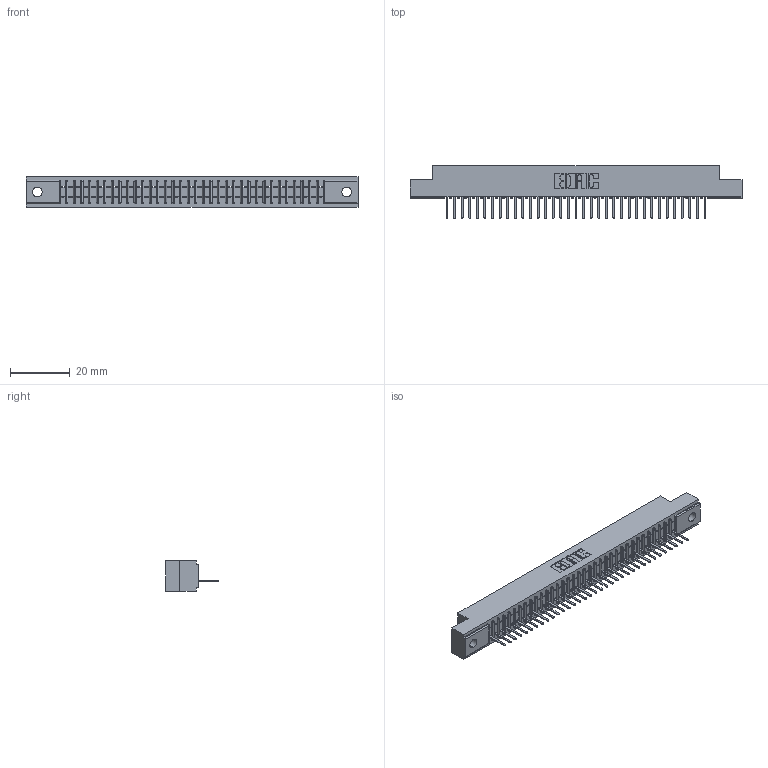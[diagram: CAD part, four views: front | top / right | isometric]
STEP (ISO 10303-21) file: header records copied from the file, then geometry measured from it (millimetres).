
FILE_DESCRIPTION (( 'STEP AP203' ), '1' );
FILE_NAME ('391-035-521-102.STEP', '2018-08-08T23:06:45', ( '' ), ( '' ), 'SwSTEP 2.0', 'SolidWorks 2016', '' );
FILE_SCHEMA (( 'CONFIG_CONTROL_DESIGN' ));
Length unit declared in the file: inch
Products named in the file (3): 391-035-521-102; 341 Part_.128 (3.25) Dia Mounting Holes; 341-292-001_341-292-121
Assembly tree (36 placements, depth 2):
  391-035-521-102
    341 Part_.128 (3.25) Dia Mounting Holes
    341-292-001_341-292-121  x35
Bounding box: 111.12 x 17.7 x 10.16 mm (x, y, z)
Volume: 7935.8 mm3; surface area: 12026.5 mm2
Topology: 36 solids, 36 shells, 2986 faces, 8611 edges, 5526 vertices
Faces by surface type: plane 1853, cylinder 993, sphere 72, torus 68
Entity records: 42172 total; most frequent: CARTESIAN_POINT 7162, ORIENTED_EDGE 7150, DIRECTION 6919, EDGE_CURVE 3575, LINE 2881, VECTOR 2881, VERTEX_POINT 2262, AXIS2_PLACEMENT_3D 2019
